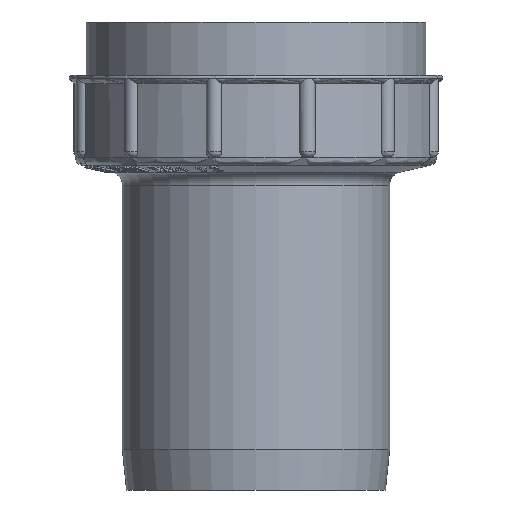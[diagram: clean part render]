
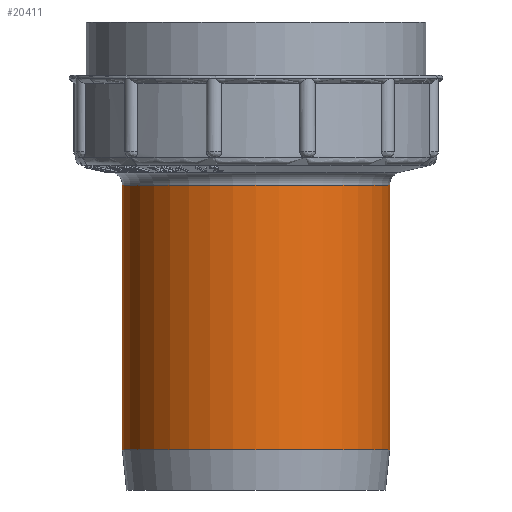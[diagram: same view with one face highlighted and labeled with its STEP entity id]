
A CAD part, front view. The second image highlights one B-rep face of the part: STEP entity #20411.
In plain terms, the highlighted cylindrical face has radius 25 mm (diameter 50 mm), a partial arc.
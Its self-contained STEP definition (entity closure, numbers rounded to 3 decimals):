
#63=DIRECTION('',(0.,-1.,0.));
#64=VECTOR('',#63,49.5);
#65=CARTESIAN_POINT('',(-25.,57.,0.));
#66=LINE('',#65,#64);
#67=DIRECTION('',(0.,-1.,0.));
#68=VECTOR('',#67,49.5);
#69=CARTESIAN_POINT('',(25.,57.,0.));
#70=LINE('',#69,#68);
#71=CARTESIAN_POINT('',(0.,57.,0.));
#72=DIRECTION('',(0.,-1.,0.));
#73=DIRECTION('',(-1.,0.,0.));
#74=AXIS2_PLACEMENT_3D('',#71,#72,#73);
#14986=CARTESIAN_POINT('',(0.,7.5,0.));
#14987=DIRECTION('',(0.,-1.,0.));
#14988=DIRECTION('',(-1.,0.,0.));
#14989=AXIS2_PLACEMENT_3D('',#14986,#14987,#14988);
#17112=CARTESIAN_POINT('',(-25.,57.,0.));
#17114=VERTEX_POINT('',#17112);
#17115=CARTESIAN_POINT('',(-25.,7.5,0.));
#17116=VERTEX_POINT('',#17115);
#17120=CARTESIAN_POINT('',(25.,57.,0.));
#17122=VERTEX_POINT('',#17120);
#17123=CARTESIAN_POINT('',(25.,7.5,0.));
#17124=VERTEX_POINT('',#17123);
#20397=CARTESIAN_POINT('',(0.,0.,0.));
#20398=DIRECTION('',(0.,1.,0.));
#20399=DIRECTION('',(1.,0.,0.));
#20400=AXIS2_PLACEMENT_3D('',#20397,#20398,#20399);
#20401=CYLINDRICAL_SURFACE('',#20400,25.);
#20403=ORIENTED_EDGE('',*,*,#20402,.T.);
#20405=ORIENTED_EDGE('',*,*,#20404,.T.);
#20407=ORIENTED_EDGE('',*,*,#20406,.F.);
#20408=ORIENTED_EDGE('',*,*,#20390,.F.);
#20409=EDGE_LOOP('',(#20403,#20405,#20407,#20408));
#20410=FACE_OUTER_BOUND('',#20409,.F.);
#20411=ADVANCED_FACE('',(#20410),#20401,.T.);
#75=CIRCLE('',#74,25.);
#14990=CIRCLE('',#14989,25.);
#20390=EDGE_CURVE('',#17114,#17122,#75,.T.);
#20402=EDGE_CURVE('',#17114,#17116,#66,.T.);
#20404=EDGE_CURVE('',#17116,#17124,#14990,.T.);
#20406=EDGE_CURVE('',#17122,#17124,#70,.T.);
